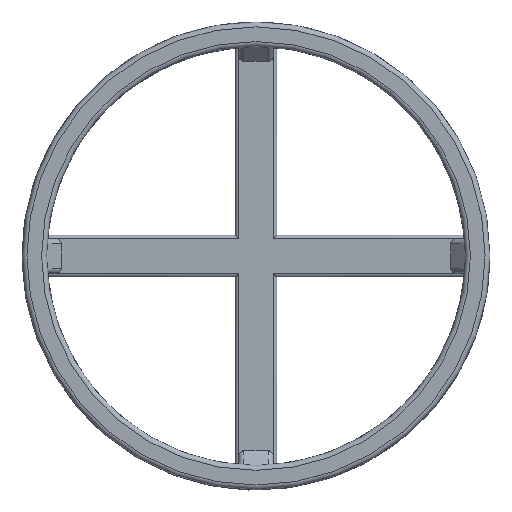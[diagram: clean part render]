
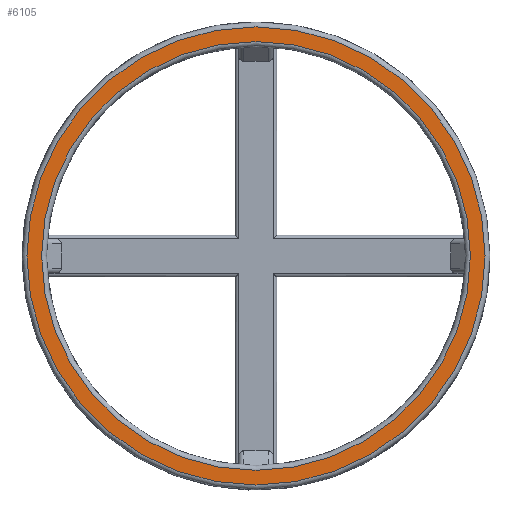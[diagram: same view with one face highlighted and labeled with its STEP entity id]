
A CAD part, top view. The second image highlights one B-rep face of the part: STEP entity #6105.
In plain terms, the highlighted planar face has unit normal (0, 0, 1).
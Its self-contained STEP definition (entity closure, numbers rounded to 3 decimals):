
#478 = TOROIDAL_SURFACE('',#479,43.75,1.);
#479 = AXIS2_PLACEMENT_3D('',#480,#481,#482);
#480 = CARTESIAN_POINT('',(0.,0.,21.));
#481 = DIRECTION('',(0.,0.,1.));
#482 = DIRECTION('',(1.,0.,-0.));
#4589 = VERTEX_POINT('',#4590);
#4590 = CARTESIAN_POINT('',(43.75,0.,22.));
#4610 = EDGE_CURVE('',#4589,#4589,#4611,.T.);
#4611 = SURFACE_CURVE('',#4612,(#4617,#4624),.PCURVE_S1.);
#4612 = CIRCLE('',#4613,43.75);
#4613 = AXIS2_PLACEMENT_3D('',#4614,#4615,#4616);
#4614 = CARTESIAN_POINT('',(0.,0.,22.));
#4615 = DIRECTION('',(0.,0.,1.));
#4616 = DIRECTION('',(1.,0.,-0.));
#4617 = PCURVE('',#478,#4618);
#4618 = DEFINITIONAL_REPRESENTATION('',(#4619),#4623);
#4619 = LINE('',#4620,#4621);
#4620 = CARTESIAN_POINT('',(0.,1.571));
#4621 = VECTOR('',#4622,1.);
#4622 = DIRECTION('',(1.,0.));
#4623 = ( GEOMETRIC_REPRESENTATION_CONTEXT(2) 
PARAMETRIC_REPRESENTATION_CONTEXT() REPRESENTATION_CONTEXT('2D SPACE',''
  ) );
#4624 = PCURVE('',#4625,#4630);
#4625 = PLANE('',#4626);
#4626 = AXIS2_PLACEMENT_3D('',#4627,#4628,#4629);
#4627 = CARTESIAN_POINT('',(0.,0.,22.)
  );
#4628 = DIRECTION('',(0.,0.,1.));
#4629 = DIRECTION('',(1.,0.,-0.));
#4630 = DEFINITIONAL_REPRESENTATION('',(#4631),#4635);
#4631 = CIRCLE('',#4632,43.75);
#4632 = AXIS2_PLACEMENT_2D('',#4633,#4634);
#4633 = CARTESIAN_POINT('',(0.,0.));
#4634 = DIRECTION('',(1.,0.));
#4635 = ( GEOMETRIC_REPRESENTATION_CONTEXT(2) 
PARAMETRIC_REPRESENTATION_CONTEXT() REPRESENTATION_CONTEXT('2D SPACE',''
  ) );
#6105 = ADVANCED_FACE('',(#6106,#6137),#4625,.T.);
#6106 = FACE_BOUND('',#6107,.T.);
#6107 = EDGE_LOOP('',(#6108));
#6108 = ORIENTED_EDGE('',*,*,#6109,.T.);
#6109 = EDGE_CURVE('',#6110,#6110,#6112,.T.);
#6110 = VERTEX_POINT('',#6111);
#6111 = CARTESIAN_POINT('',(46.75,0.,22.));
#6112 = SURFACE_CURVE('',#6113,(#6118,#6125),.PCURVE_S1.);
#6113 = CIRCLE('',#6114,46.75);
#6114 = AXIS2_PLACEMENT_3D('',#6115,#6116,#6117);
#6115 = CARTESIAN_POINT('',(0.,0.,22.));
#6116 = DIRECTION('',(0.,0.,1.));
#6117 = DIRECTION('',(1.,0.,-0.));
#6118 = PCURVE('',#4625,#6119);
#6119 = DEFINITIONAL_REPRESENTATION('',(#6120),#6124);
#6120 = CIRCLE('',#6121,46.75);
#6121 = AXIS2_PLACEMENT_2D('',#6122,#6123);
#6122 = CARTESIAN_POINT('',(0.,0.));
#6123 = DIRECTION('',(1.,0.));
#6124 = ( GEOMETRIC_REPRESENTATION_CONTEXT(2) 
PARAMETRIC_REPRESENTATION_CONTEXT() REPRESENTATION_CONTEXT('2D SPACE',''
  ) );
#6125 = PCURVE('',#6126,#6131);
#6126 = TOROIDAL_SURFACE('',#6127,46.75,1.);
#6127 = AXIS2_PLACEMENT_3D('',#6128,#6129,#6130);
#6128 = CARTESIAN_POINT('',(0.,0.,21.));
#6129 = DIRECTION('',(0.,0.,1.));
#6130 = DIRECTION('',(1.,0.,-0.));
#6131 = DEFINITIONAL_REPRESENTATION('',(#6132),#6136);
#6132 = LINE('',#6133,#6134);
#6133 = CARTESIAN_POINT('',(0.,1.571));
#6134 = VECTOR('',#6135,1.);
#6135 = DIRECTION('',(1.,0.));
#6136 = ( GEOMETRIC_REPRESENTATION_CONTEXT(2) 
PARAMETRIC_REPRESENTATION_CONTEXT() REPRESENTATION_CONTEXT('2D SPACE',''
  ) );
#6137 = FACE_BOUND('',#6138,.T.);
#6138 = EDGE_LOOP('',(#6139));
#6139 = ORIENTED_EDGE('',*,*,#4610,.F.);
